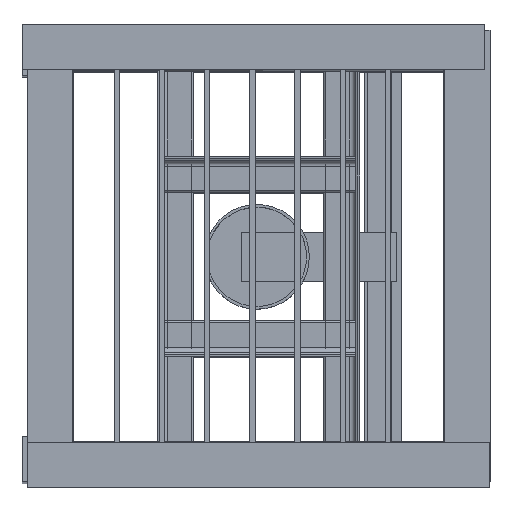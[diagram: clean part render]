
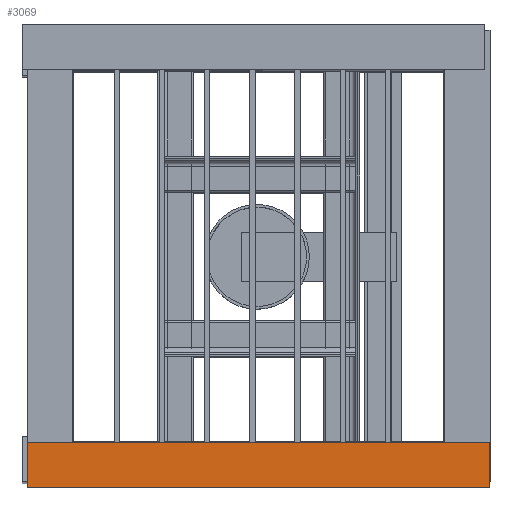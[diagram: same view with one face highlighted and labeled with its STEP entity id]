
A CAD part, top view. The second image highlights one B-rep face of the part: STEP entity #3069.
In plain terms, the highlighted face is planar.
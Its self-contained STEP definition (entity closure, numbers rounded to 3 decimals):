
#64 = CARTESIAN_POINT ( 'NONE',  ( 0., 0., 256. ) ) ;
#226 = ORIENTED_EDGE ( 'NONE', *, *, #3181, .T. ) ;
#356 = EDGE_LOOP ( 'NONE', ( #1553, #1243, #943, #226 ) ) ;
#415 = VECTOR ( 'NONE', #4188, 1000. ) ;
#754 = PLANE ( 'NONE',  #2083 ) ;
#943 = ORIENTED_EDGE ( 'NONE', *, *, #1969, .F. ) ;
#1007 = DIRECTION ( 'NONE',  ( 0., 0., -1. ) ) ;
#1010 = VERTEX_POINT ( 'NONE', #2664 ) ;
#1054 = VERTEX_POINT ( 'NONE', #1930 ) ;
#1243 = ORIENTED_EDGE ( 'NONE', *, *, #3338, .F. ) ;
#1254 = LINE ( 'NONE', #3501, #415 ) ;
#1256 = VECTOR ( 'NONE', #3050, 1000. ) ;
#1331 = CARTESIAN_POINT ( 'NONE',  ( 0., 0., 256. ) ) ;
#1376 = CARTESIAN_POINT ( 'NONE',  ( 0., 0., -256. ) ) ;
#1553 = ORIENTED_EDGE ( 'NONE', *, *, #3185, .T. ) ;
#1930 = CARTESIAN_POINT ( 'NONE',  ( 50., 0., 256. ) ) ;
#1969 = EDGE_CURVE ( 'NONE', #4085, #1054, #2929, .T. ) ;
#2083 = AXIS2_PLACEMENT_3D ( 'NONE', #2223, #2203, #3309 ) ;
#2203 = DIRECTION ( 'NONE',  ( 0., 1., 0. ) ) ;
#2223 = CARTESIAN_POINT ( 'NONE',  ( 0., 0., 256. ) ) ;
#2235 = VECTOR ( 'NONE', #1007, 1000. ) ;
#2289 = LINE ( 'NONE', #2312, #1256 ) ;
#2312 = CARTESIAN_POINT ( 'NONE',  ( 0., 0., 256. ) ) ;
#2510 = LINE ( 'NONE', #4281, #2235 ) ;
#2664 = CARTESIAN_POINT ( 'NONE',  ( 50., 0., -256. ) ) ;
#2838 = VERTEX_POINT ( 'NONE', #1376 ) ;
#2929 = LINE ( 'NONE', #1331, #4369 ) ;
#3050 = DIRECTION ( 'NONE',  ( 0., 0., -1. ) ) ;
#3069 = ADVANCED_FACE ( 'NONE', ( #4024 ), #754, .F. ) ;
#3181 = EDGE_CURVE ( 'NONE', #4085, #2838, #2289, .T. ) ;
#3185 = EDGE_CURVE ( 'NONE', #2838, #1010, #1254, .T. ) ;
#3309 = DIRECTION ( 'NONE',  ( 0., 0., 1. ) ) ;
#3338 = EDGE_CURVE ( 'NONE', #1054, #1010, #2510, .T. ) ;
#3501 = CARTESIAN_POINT ( 'NONE',  ( 0., 0., -256. ) ) ;
#4024 = FACE_OUTER_BOUND ( 'NONE', #356, .T. ) ;
#4085 = VERTEX_POINT ( 'NONE', #64 ) ;
#4188 = DIRECTION ( 'NONE',  ( 1., 0., 0. ) ) ;
#4281 = CARTESIAN_POINT ( 'NONE',  ( 50., 0., 256. ) ) ;
#4369 = VECTOR ( 'NONE', #4386, 1000. ) ;
#4386 = DIRECTION ( 'NONE',  ( 1., 0., 0. ) ) ;
